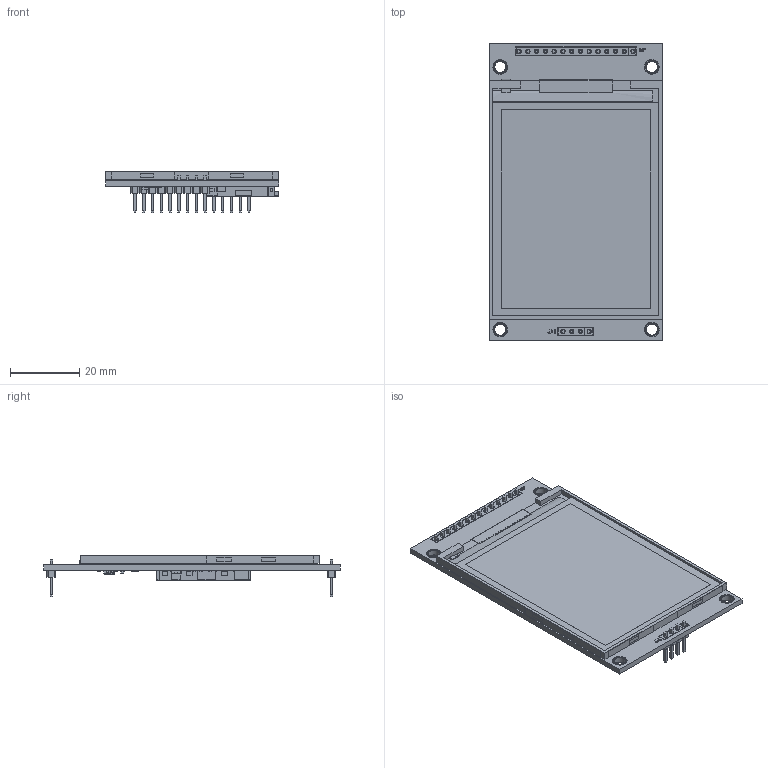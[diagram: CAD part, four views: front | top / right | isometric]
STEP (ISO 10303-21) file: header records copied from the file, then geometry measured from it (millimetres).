
FILE_DESCRIPTION(('FreeCAD Model'),'2;1');
FILE_NAME('Open CASCADE Shape Model','2025-05-03T13:26:18',('FreeCAD'),( 'FreeCAD'),'Open CASCADE STEP processor 7.6','FreeCAD','Unknown');
FILE_SCHEMA(('AUTOMOTIVE_DESIGN { 1 0 10303 214 1 1 1 1 }'));
Products named in the file (1): Open CASCADE STEP translator 7.6 1
Bounding box: 50.02 x 85.61 x 11.95 mm (x, y, z)
Volume: 13708.4 mm3; surface area: 20260.8 mm2
Topology: 16 solids, 56 shells, 3194 faces, 7907 edges, 5194 vertices
Faces by surface type: bspline 3194
Entity records: 108573 total; most frequent: CARTESIAN_POINT 58756, ORIENTED_EDGE 15810, EDGE_CURVE 7905, B_SPLINE_CURVE_WITH_KNOTS 7416, VERTEX_POINT 5194, FACE_BOUND 3633, EDGE_LOOP 3633, ADVANCED_FACE 3194
